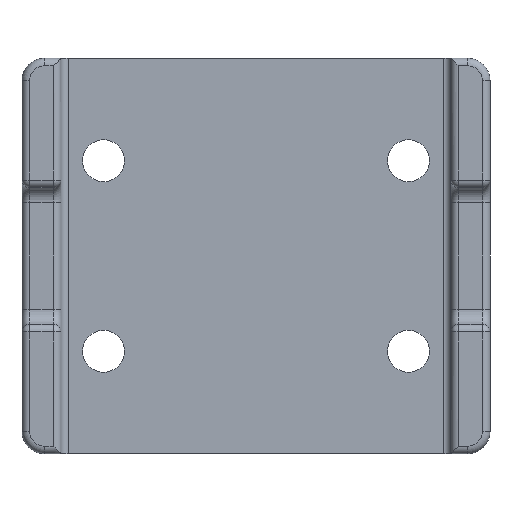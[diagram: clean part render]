
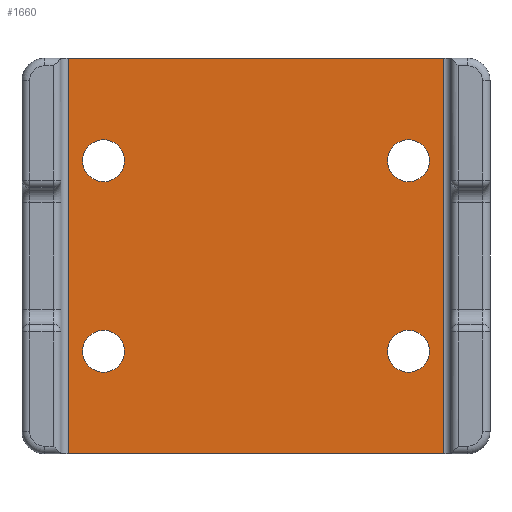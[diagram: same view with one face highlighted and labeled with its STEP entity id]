
A CAD part, left-side view. The second image highlights one B-rep face of the part: STEP entity #1660.
In plain terms, the highlighted planar face has unit normal (-1, 0, 0).
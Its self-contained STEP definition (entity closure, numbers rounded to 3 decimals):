
#10 = ORIENTED_EDGE ( 'NONE', *, *, #498, .T. ) ;
#11 = VERTEX_POINT ( 'NONE', #392 ) ;
#25 = CARTESIAN_POINT ( 'NONE',  ( -70.876, 11.711, 26.36 ) ) ;
#42 = VERTEX_POINT ( 'NONE', #1386 ) ;
#49 = ORIENTED_EDGE ( 'NONE', *, *, #1367, .F. ) ;
#82 = ORIENTED_EDGE ( 'NONE', *, *, #1344, .T. ) ;
#102 = FACE_BOUND ( 'NONE', #1044, .T. ) ;
#111 = CARTESIAN_POINT ( 'NONE',  ( -70.876, -13.289, 26.36 ) ) ;
#134 = VECTOR ( 'NONE', #2613, 1000. ) ;
#136 = DIRECTION ( 'NONE',  ( 0., 0., 1. ) ) ;
#180 = EDGE_CURVE ( 'NONE', #1421, #526, #462, .T. ) ;
#203 = LINE ( 'NONE', #2383, #134 ) ;
#243 = PLANE ( 'NONE',  #1025 ) ;
#327 = DIRECTION ( 'NONE',  ( 0., 0., -1. ) ) ;
#392 = CARTESIAN_POINT ( 'NONE',  ( -70.876, -10.949, 18.13 ) ) ;
#408 = DIRECTION ( 'NONE',  ( 0., 0., -1. ) ) ;
#421 = CIRCLE ( 'NONE', #566, 1.4 ) ;
#426 = CIRCLE ( 'NONE', #1099, 1.4 ) ;
#437 = EDGE_CURVE ( 'NONE', #809, #11, #790, .T. ) ;
#441 = VERTEX_POINT ( 'NONE', #2254 ) ;
#462 = CIRCLE ( 'NONE', #1499, 1.4 ) ;
#485 = CIRCLE ( 'NONE', #2279, 1.4 ) ;
#488 = FACE_OUTER_BOUND ( 'NONE', #1691, .T. ) ;
#498 = EDGE_CURVE ( 'NONE', #11, #809, #1851, .T. ) ;
#517 = VECTOR ( 'NONE', #1816, 1000. ) ;
#526 = VERTEX_POINT ( 'NONE', #1059 ) ;
#543 = CARTESIAN_POINT ( 'NONE',  ( -70.876, -10.949, 5.43 ) ) ;
#566 = AXIS2_PLACEMENT_3D ( 'NONE', #1014, #2258, #1643 ) ;
#573 = DIRECTION ( 'NONE',  ( 0., 0., -1. ) ) ;
#592 = CARTESIAN_POINT ( 'NONE',  ( -70.876, -10.949, 20.93 ) ) ;
#631 = EDGE_CURVE ( 'NONE', #526, #1421, #426, .T. ) ;
#634 = EDGE_LOOP ( 'NONE', ( #1626, #2033 ) ) ;
#653 = LINE ( 'NONE', #111, #1724 ) ;
#675 = EDGE_CURVE ( 'NONE', #441, #1328, #2182, .T. ) ;
#699 = VERTEX_POINT ( 'NONE', #1190 ) ;
#703 = AXIS2_PLACEMENT_3D ( 'NONE', #1914, #1087, #2562 ) ;
#715 = AXIS2_PLACEMENT_3D ( 'NONE', #2050, #2271, #327 ) ;
#719 = EDGE_CURVE ( 'NONE', #1593, #1246, #653, .T. ) ;
#790 = CIRCLE ( 'NONE', #715, 1.4 ) ;
#809 = VERTEX_POINT ( 'NONE', #592 ) ;
#862 = CARTESIAN_POINT ( 'NONE',  ( -70.876, 12.211, 26.36 ) ) ;
#917 = ORIENTED_EDGE ( 'NONE', *, *, #437, .T. ) ;
#1009 = EDGE_CURVE ( 'NONE', #42, #1794, #421, .T. ) ;
#1014 = CARTESIAN_POINT ( 'NONE',  ( -70.876, 9.371, 19.53 ) ) ;
#1025 = AXIS2_PLACEMENT_3D ( 'NONE', #862, #1320, #2131 ) ;
#1043 = AXIS2_PLACEMENT_3D ( 'NONE', #1650, #1886, #2085 ) ;
#1044 = EDGE_LOOP ( 'NONE', ( #10, #917 ) ) ;
#1059 = CARTESIAN_POINT ( 'NONE',  ( -70.876, 9.371, 8.23 ) ) ;
#1064 = DIRECTION ( 'NONE',  ( 1., 0., 0. ) ) ;
#1087 = DIRECTION ( 'NONE',  ( 1., 0., 0. ) ) ;
#1095 = LINE ( 'NONE', #2445, #1126 ) ;
#1097 = DIRECTION ( 'NONE',  ( 1., 0., 0. ) ) ;
#1099 = AXIS2_PLACEMENT_3D ( 'NONE', #2177, #1774, #1958 ) ;
#1126 = VECTOR ( 'NONE', #1148, 1000. ) ;
#1148 = DIRECTION ( 'NONE',  ( 0., -1., 0. ) ) ;
#1176 = ORIENTED_EDGE ( 'NONE', *, *, #1676, .T. ) ;
#1190 = CARTESIAN_POINT ( 'NONE',  ( -70.876, 11.711, 0. ) ) ;
#1246 = VERTEX_POINT ( 'NONE', #1544 ) ;
#1268 = CARTESIAN_POINT ( 'NONE',  ( -70.876, -13.289, 0. ) ) ;
#1285 = DIRECTION ( 'NONE',  ( 0., 0., -1. ) ) ;
#1320 = DIRECTION ( 'NONE',  ( 1., 0., 0. ) ) ;
#1328 = VERTEX_POINT ( 'NONE', #543 ) ;
#1344 = EDGE_CURVE ( 'NONE', #699, #1593, #1095, .T. ) ;
#1367 = EDGE_CURVE ( 'NONE', #1812, #1246, #2755, .T. ) ;
#1386 = CARTESIAN_POINT ( 'NONE',  ( -70.876, 9.371, 20.93 ) ) ;
#1396 = CARTESIAN_POINT ( 'NONE',  ( -70.876, 12.211, 26.36 ) ) ;
#1421 = VERTEX_POINT ( 'NONE', #1609 ) ;
#1499 = AXIS2_PLACEMENT_3D ( 'NONE', #1905, #1064, #408 ) ;
#1544 = CARTESIAN_POINT ( 'NONE',  ( -70.876, -13.289, 26.36 ) ) ;
#1593 = VERTEX_POINT ( 'NONE', #1268 ) ;
#1609 = CARTESIAN_POINT ( 'NONE',  ( -70.876, 9.371, 5.43 ) ) ;
#1614 = FACE_BOUND ( 'NONE', #1981, .T. ) ;
#1626 = ORIENTED_EDGE ( 'NONE', *, *, #180, .T. ) ;
#1643 = DIRECTION ( 'NONE',  ( 0., 0., -1. ) ) ;
#1650 = CARTESIAN_POINT ( 'NONE',  ( -70.876, -10.949, 19.53 ) ) ;
#1660 = ADVANCED_FACE ( 'NONE', ( #102, #2478, #2320, #1614, #488 ), #243, .F. ) ;
#1676 = EDGE_CURVE ( 'NONE', #1328, #441, #2692, .T. ) ;
#1691 = EDGE_LOOP ( 'NONE', ( #49, #1952, #82, #1803 ) ) ;
#1724 = VECTOR ( 'NONE', #136, 1000. ) ;
#1774 = DIRECTION ( 'NONE',  ( 1., 0., 0. ) ) ;
#1779 = CARTESIAN_POINT ( 'NONE',  ( -70.876, -10.949, 6.83 ) ) ;
#1794 = VERTEX_POINT ( 'NONE', #2623 ) ;
#1803 = ORIENTED_EDGE ( 'NONE', *, *, #719, .T. ) ;
#1812 = VERTEX_POINT ( 'NONE', #25 ) ;
#1816 = DIRECTION ( 'NONE',  ( 0., -1., 0. ) ) ;
#1851 = CIRCLE ( 'NONE', #1043, 1.4 ) ;
#1854 = EDGE_CURVE ( 'NONE', #1812, #699, #203, .T. ) ;
#1886 = DIRECTION ( 'NONE',  ( 1., 0., 0. ) ) ;
#1905 = CARTESIAN_POINT ( 'NONE',  ( -70.876, 9.371, 6.83 ) ) ;
#1914 = CARTESIAN_POINT ( 'NONE',  ( -70.876, -10.949, 6.83 ) ) ;
#1952 = ORIENTED_EDGE ( 'NONE', *, *, #1854, .T. ) ;
#1958 = DIRECTION ( 'NONE',  ( 0., 0., -1. ) ) ;
#1968 = ORIENTED_EDGE ( 'NONE', *, *, #1009, .T. ) ;
#1981 = EDGE_LOOP ( 'NONE', ( #2178, #1968 ) ) ;
#2033 = ORIENTED_EDGE ( 'NONE', *, *, #631, .T. ) ;
#2050 = CARTESIAN_POINT ( 'NONE',  ( -70.876, -10.949, 19.53 ) ) ;
#2085 = DIRECTION ( 'NONE',  ( 0., 0., -1. ) ) ;
#2094 = EDGE_CURVE ( 'NONE', #1794, #42, #485, .T. ) ;
#2131 = DIRECTION ( 'NONE',  ( 0., 0., -1. ) ) ;
#2177 = CARTESIAN_POINT ( 'NONE',  ( -70.876, 9.371, 6.83 ) ) ;
#2178 = ORIENTED_EDGE ( 'NONE', *, *, #2094, .T. ) ;
#2182 = CIRCLE ( 'NONE', #2507, 1.4 ) ;
#2254 = CARTESIAN_POINT ( 'NONE',  ( -70.876, -10.949, 8.23 ) ) ;
#2258 = DIRECTION ( 'NONE',  ( 1., 0., 0. ) ) ;
#2271 = DIRECTION ( 'NONE',  ( 1., 0., 0. ) ) ;
#2279 = AXIS2_PLACEMENT_3D ( 'NONE', #2780, #1097, #1285 ) ;
#2320 = FACE_BOUND ( 'NONE', #2577, .T. ) ;
#2383 = CARTESIAN_POINT ( 'NONE',  ( -70.876, 11.711, 0. ) ) ;
#2445 = CARTESIAN_POINT ( 'NONE',  ( -70.876, 12.211, 0. ) ) ;
#2463 = ORIENTED_EDGE ( 'NONE', *, *, #675, .T. ) ;
#2478 = FACE_BOUND ( 'NONE', #634, .T. ) ;
#2488 = DIRECTION ( 'NONE',  ( 1., 0., 0. ) ) ;
#2507 = AXIS2_PLACEMENT_3D ( 'NONE', #1779, #2488, #573 ) ;
#2562 = DIRECTION ( 'NONE',  ( 0., 0., -1. ) ) ;
#2577 = EDGE_LOOP ( 'NONE', ( #1176, #2463 ) ) ;
#2613 = DIRECTION ( 'NONE',  ( 0., 0., -1. ) ) ;
#2623 = CARTESIAN_POINT ( 'NONE',  ( -70.876, 9.371, 18.13 ) ) ;
#2692 = CIRCLE ( 'NONE', #703, 1.4 ) ;
#2755 = LINE ( 'NONE', #1396, #517 ) ;
#2780 = CARTESIAN_POINT ( 'NONE',  ( -70.876, 9.371, 19.53 ) ) ;
